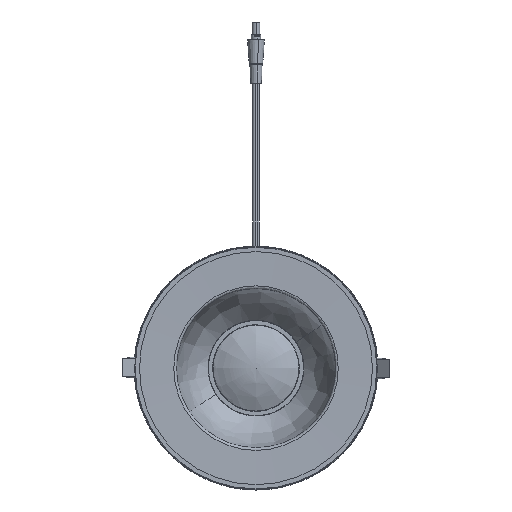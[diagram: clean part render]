
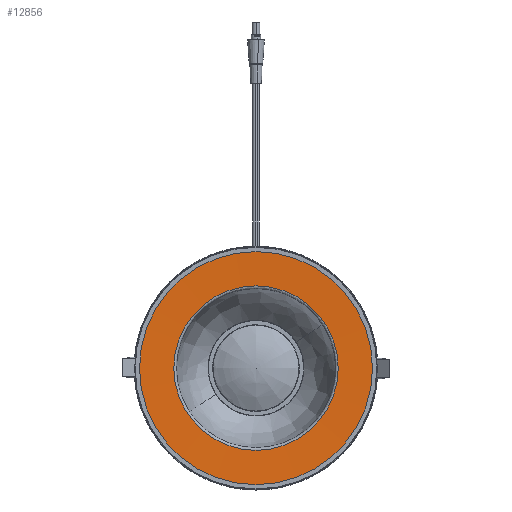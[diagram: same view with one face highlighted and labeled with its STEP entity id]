
A CAD part, front view. The second image highlights one B-rep face of the part: STEP entity #12856.
In plain terms, the highlighted conical face has half-angle 88.716 degrees and reference radius 86 mm.
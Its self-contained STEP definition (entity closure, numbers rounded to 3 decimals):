
#1064 = DIRECTION ( 'NONE',  ( 0., 0., 1. ) ) ;
#1659 = CARTESIAN_POINT ( 'NONE',  ( 0., -55.635, 60.699 ) ) ;
#1988 = CONICAL_SURFACE ( 'NONE', #5329, 86., 1.548 ) ;
#2034 = DIRECTION ( 'NONE',  ( 0., -1., 0. ) ) ;
#2887 = ORIENTED_EDGE ( 'NONE', *, *, #7006, .T. ) ;
#3665 = AXIS2_PLACEMENT_3D ( 'NONE', #9021, #5543, #1064 ) ;
#3670 = DIRECTION ( 'NONE',  ( 0., 0., 1. ) ) ;
#5329 = AXIS2_PLACEMENT_3D ( 'NONE', #17437, #2034, #8842 ) ;
#5543 = DIRECTION ( 'NONE',  ( 0., 1., 0. ) ) ;
#6360 = CARTESIAN_POINT ( 'NONE',  ( 0., -56.202, 86. ) ) ;
#6579 = CARTESIAN_POINT ( 'NONE',  ( 0., -56.202, 0. ) ) ;
#6813 = EDGE_LOOP ( 'NONE', ( #2887 ) ) ;
#6974 = AXIS2_PLACEMENT_3D ( 'NONE', #6579, #10029, #3670 ) ;
#7006 = EDGE_CURVE ( 'NONE', #12975, #12975, #16704, .T. ) ;
#8842 = DIRECTION ( 'NONE',  ( 0., 0., -1. ) ) ;
#8992 = CIRCLE ( 'NONE', #6974, 86. ) ;
#9021 = CARTESIAN_POINT ( 'NONE',  ( 0., -55.635, 0. ) ) ;
#10029 = DIRECTION ( 'NONE',  ( 0., 1., 0. ) ) ;
#11062 = FACE_OUTER_BOUND ( 'NONE', #18173, .T. ) ;
#12350 = EDGE_CURVE ( 'NONE', #20722, #20722, #8992, .T. ) ;
#12856 = ADVANCED_FACE ( 'NONE', ( #17859, #11062 ), #1988, .F. ) ;
#12975 = VERTEX_POINT ( 'NONE', #1659 ) ;
#14475 = ORIENTED_EDGE ( 'NONE', *, *, #12350, .F. ) ;
#16704 = CIRCLE ( 'NONE', #3665, 60.699 ) ;
#17437 = CARTESIAN_POINT ( 'NONE',  ( 0., -56.202, 0. ) ) ;
#17859 = FACE_BOUND ( 'NONE', #6813, .T. ) ;
#18173 = EDGE_LOOP ( 'NONE', ( #14475 ) ) ;
#20722 = VERTEX_POINT ( 'NONE', #6360 ) ;
